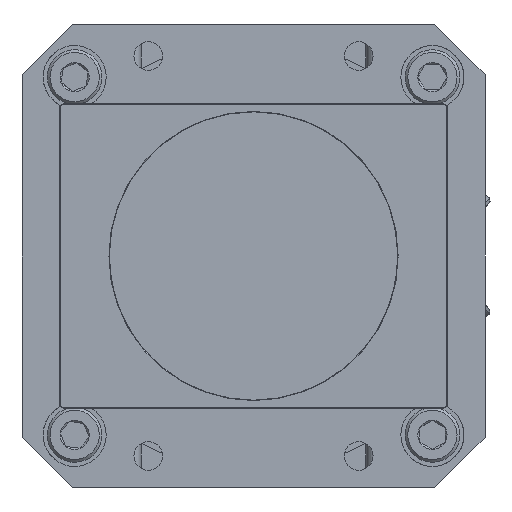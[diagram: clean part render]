
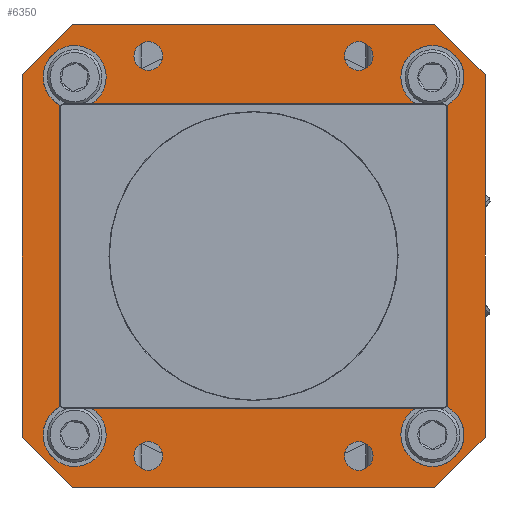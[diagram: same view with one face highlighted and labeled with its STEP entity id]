
A CAD part, front view. The second image highlights one B-rep face of the part: STEP entity #6350.
In plain terms, the highlighted planar face has unit normal (0, -1, 0).
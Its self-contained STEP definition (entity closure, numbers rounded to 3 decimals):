
#183=PLANE($,#7141);
#596=LINE($,#11101,#962);
#599=LINE($,#11105,#965);
#601=LINE($,#11108,#967);
#603=LINE($,#11132,#969);
#604=LINE($,#11136,#970);
#608=LINE($,#11144,#974);
#611=LINE($,#11150,#977);
#616=LINE($,#11159,#982);
#617=LINE($,#11162,#983);
#622=LINE($,#11171,#988);
#623=LINE($,#11174,#989);
#626=LINE($,#11179,#992);
#962=VECTOR($,#8778,71.734);
#965=VECTOR($,#8783,77.517);
#967=VECTOR($,#8787,71.734);
#969=VECTOR($,#8813,77.517);
#970=VECTOR($,#8816,16.971);
#974=VECTOR($,#8822,86.);
#977=VECTOR($,#8827,16.971);
#982=VECTOR($,#8834,86.);
#983=VECTOR($,#8837,16.971);
#988=VECTOR($,#8844,86.);
#989=VECTOR($,#8847,16.971);
#992=VECTOR($,#8852,86.);
#1277=FACE_BOUND($,#2102,.T.);
#1278=FACE_BOUND($,#2103,.T.);
#1279=FACE_BOUND($,#2104,.T.);
#1280=FACE_BOUND($,#2105,.T.);
#1281=FACE_BOUND($,#2106,.T.);
#1585=FACE_OUTER_BOUND($,#2101,.T.);
#2101=EDGE_LOOP($,(#5363,#5364,#5365,#5366,#5367,#5368,#5369,#5370));
#2102=EDGE_LOOP($,(#5371));
#2103=EDGE_LOOP($,(#5372));
#2104=EDGE_LOOP($,(#5373));
#2105=EDGE_LOOP($,(#5374,#5375,#5376,#5377,#5378,#5379,#5380,#5381));
#2106=EDGE_LOOP($,(#5382));
#2506=CIRCLE($,#7073,7.5);
#2508=CIRCLE($,#7076,3.4);
#2510=CIRCLE($,#7079,3.4);
#2512=CIRCLE($,#7082,3.4);
#2514=CIRCLE($,#7085,3.4);
#2517=CIRCLE($,#7089,7.5);
#2520=CIRCLE($,#7093,7.5);
#2523=CIRCLE($,#7097,7.5);
#3090=VERTEX_POINT($,#11039);
#3091=VERTEX_POINT($,#11040);
#3094=VERTEX_POINT($,#11048);
#3096=VERTEX_POINT($,#11053);
#3098=VERTEX_POINT($,#11058);
#3100=VERTEX_POINT($,#11063);
#3103=VERTEX_POINT($,#11070);
#3104=VERTEX_POINT($,#11071);
#3108=VERTEX_POINT($,#11081);
#3109=VERTEX_POINT($,#11082);
#3113=VERTEX_POINT($,#11092);
#3114=VERTEX_POINT($,#11093);
#3127=VERTEX_POINT($,#11134);
#3128=VERTEX_POINT($,#11135);
#3131=VERTEX_POINT($,#11143);
#3133=VERTEX_POINT($,#11149);
#3136=VERTEX_POINT($,#11157);
#3137=VERTEX_POINT($,#11161);
#3140=VERTEX_POINT($,#11169);
#3141=VERTEX_POINT($,#11173);
#3923=EDGE_CURVE($,#3090,#3091,#2506,.T.);
#3927=EDGE_CURVE($,#3094,#3094,#2508,.T.);
#3929=EDGE_CURVE($,#3096,#3096,#2510,.T.);
#3931=EDGE_CURVE($,#3098,#3098,#2512,.T.);
#3933=EDGE_CURVE($,#3100,#3100,#2514,.T.);
#3936=EDGE_CURVE($,#3103,#3104,#2517,.T.);
#3941=EDGE_CURVE($,#3108,#3109,#2520,.T.);
#3946=EDGE_CURVE($,#3113,#3114,#2523,.T.);
#3950=EDGE_CURVE($,#3091,#3113,#596,.T.);
#3953=EDGE_CURVE($,#3114,#3108,#599,.T.);
#3955=EDGE_CURVE($,#3109,#3103,#601,.T.);
#3967=EDGE_CURVE($,#3104,#3090,#603,.T.);
#3968=EDGE_CURVE($,#3127,#3128,#604,.T.);
#3972=EDGE_CURVE($,#3128,#3131,#608,.T.);
#3975=EDGE_CURVE($,#3131,#3133,#611,.T.);
#3980=EDGE_CURVE($,#3133,#3136,#616,.T.);
#3981=EDGE_CURVE($,#3136,#3137,#617,.T.);
#3986=EDGE_CURVE($,#3137,#3140,#622,.T.);
#3987=EDGE_CURVE($,#3140,#3141,#623,.T.);
#3990=EDGE_CURVE($,#3141,#3127,#626,.T.);
#5363=ORIENTED_EDGE($,*,*,#3986,.T.);
#5364=ORIENTED_EDGE($,*,*,#3987,.T.);
#5365=ORIENTED_EDGE($,*,*,#3990,.T.);
#5366=ORIENTED_EDGE($,*,*,#3968,.T.);
#5367=ORIENTED_EDGE($,*,*,#3972,.T.);
#5368=ORIENTED_EDGE($,*,*,#3975,.T.);
#5369=ORIENTED_EDGE($,*,*,#3980,.T.);
#5370=ORIENTED_EDGE($,*,*,#3981,.T.);
#5371=ORIENTED_EDGE($,*,*,#3929,.F.);
#5372=ORIENTED_EDGE($,*,*,#3931,.F.);
#5373=ORIENTED_EDGE($,*,*,#3933,.F.);
#5374=ORIENTED_EDGE($,*,*,#3936,.F.);
#5375=ORIENTED_EDGE($,*,*,#3955,.F.);
#5376=ORIENTED_EDGE($,*,*,#3941,.F.);
#5377=ORIENTED_EDGE($,*,*,#3953,.F.);
#5378=ORIENTED_EDGE($,*,*,#3946,.F.);
#5379=ORIENTED_EDGE($,*,*,#3950,.F.);
#5380=ORIENTED_EDGE($,*,*,#3923,.F.);
#5381=ORIENTED_EDGE($,*,*,#3967,.F.);
#5382=ORIENTED_EDGE($,*,*,#3927,.F.);
#6350=ADVANCED_FACE($,(#1585,#1277,#1278,#1279,#1280,#1281),#183,.T.);
#7073=AXIS2_PLACEMENT_3D($,#11041,#8716,#8717);
#7076=AXIS2_PLACEMENT_3D($,#11049,#8724,#8725);
#7079=AXIS2_PLACEMENT_3D($,#11054,#8730,#8731);
#7082=AXIS2_PLACEMENT_3D($,#11059,#8736,#8737);
#7085=AXIS2_PLACEMENT_3D($,#11064,#8742,#8743);
#7089=AXIS2_PLACEMENT_3D($,#11072,#8750,#8751);
#7093=AXIS2_PLACEMENT_3D($,#11083,#8760,#8761);
#7097=AXIS2_PLACEMENT_3D($,#11094,#8770,#8771);
#7141=AXIS2_PLACEMENT_3D($,#11218,#8892,#8893);
#8716=DIRECTION('center_axis',(0.,-1.,0.));
#8717=DIRECTION('ref_axis',(-1.,0.,0.));
#8724=DIRECTION('center_axis',(0.,-1.,0.));
#8725=DIRECTION('ref_axis',(-1.,0.,0.));
#8730=DIRECTION('center_axis',(0.,-1.,0.));
#8731=DIRECTION('ref_axis',(-1.,0.,0.));
#8736=DIRECTION('center_axis',(0.,-1.,0.));
#8737=DIRECTION('ref_axis',(-1.,0.,0.));
#8742=DIRECTION('center_axis',(0.,-1.,0.));
#8743=DIRECTION('ref_axis',(-1.,0.,0.));
#8750=DIRECTION('center_axis',(0.,-1.,0.));
#8751=DIRECTION('ref_axis',(-1.,0.,0.));
#8760=DIRECTION('center_axis',(0.,-1.,0.));
#8761=DIRECTION('ref_axis',(-1.,0.,0.));
#8770=DIRECTION('center_axis',(0.,-1.,0.));
#8771=DIRECTION('ref_axis',(-1.,0.,0.));
#8778=DIRECTION($,(0.,0.,1.));
#8783=DIRECTION($,(-1.,0.,0.));
#8787=DIRECTION($,(0.,0.,-1.));
#8813=DIRECTION($,(1.,0.,0.));
#8816=DIRECTION($,(-0.707,0.,-0.707));
#8822=DIRECTION($,(0.,0.,-1.));
#8827=DIRECTION($,(0.707,0.,-0.707));
#8834=DIRECTION($,(1.,0.,0.));
#8837=DIRECTION($,(0.707,0.,0.707));
#8844=DIRECTION($,(0.,0.,1.));
#8847=DIRECTION($,(-0.707,0.,0.707));
#8852=DIRECTION($,(-1.,0.,0.));
#8892=DIRECTION('center_axis',(0.,-1.,0.));
#8893=DIRECTION('ref_axis',(0.,0.,-1.));
#11039=CARTESIAN_POINT('',(38.758,101.4,-36.));
#11040=CARTESIAN_POINT('',(46.,101.4,-35.867));
#11041=CARTESIAN_POINT('Origin',(42.5,101.4,-42.5));
#11048=CARTESIAN_POINT('',(28.4,101.4,-47.5));
#11049=CARTESIAN_POINT('Origin',(25.,101.4,-47.5));
#11053=CARTESIAN_POINT('',(-21.6,101.4,-47.5));
#11054=CARTESIAN_POINT('Origin',(-25.,101.4,-47.5));
#11058=CARTESIAN_POINT('',(-21.6,101.4,47.5));
#11059=CARTESIAN_POINT('Origin',(-25.,101.4,47.5));
#11063=CARTESIAN_POINT('',(28.4,101.4,47.5));
#11064=CARTESIAN_POINT('Origin',(25.,101.4,47.5));
#11070=CARTESIAN_POINT('',(-46.,101.4,-35.867));
#11071=CARTESIAN_POINT('',(-38.758,101.4,-36.));
#11072=CARTESIAN_POINT('Origin',(-42.5,101.4,-42.5));
#11081=CARTESIAN_POINT('',(-38.758,101.4,36.));
#11082=CARTESIAN_POINT('',(-46.,101.4,35.867));
#11083=CARTESIAN_POINT('Origin',(-42.5,101.4,42.5));
#11092=CARTESIAN_POINT('',(46.,101.4,35.867));
#11093=CARTESIAN_POINT('',(38.758,101.4,36.));
#11094=CARTESIAN_POINT('Origin',(42.5,101.4,42.5));
#11101=CARTESIAN_POINT($,(46.,101.4,-35.867));
#11105=CARTESIAN_POINT($,(38.758,101.4,36.));
#11108=CARTESIAN_POINT($,(-46.,101.4,35.867));
#11132=CARTESIAN_POINT($,(-38.758,101.4,-36.));
#11134=CARTESIAN_POINT('',(-43.,101.4,55.));
#11135=CARTESIAN_POINT('',(-55.,101.4,43.));
#11136=CARTESIAN_POINT($,(-43.,101.4,55.));
#11143=CARTESIAN_POINT('',(-55.,101.4,-43.));
#11144=CARTESIAN_POINT($,(-55.,101.4,43.));
#11149=CARTESIAN_POINT('',(-43.,101.4,-55.));
#11150=CARTESIAN_POINT($,(-55.,101.4,-43.));
#11157=CARTESIAN_POINT('',(43.,101.4,-55.));
#11159=CARTESIAN_POINT($,(-43.,101.4,-55.));
#11161=CARTESIAN_POINT('',(55.,101.4,-43.));
#11162=CARTESIAN_POINT($,(43.,101.4,-55.));
#11169=CARTESIAN_POINT('',(55.,101.4,43.));
#11171=CARTESIAN_POINT($,(55.,101.4,-43.));
#11173=CARTESIAN_POINT('',(43.,101.4,55.));
#11174=CARTESIAN_POINT($,(55.,101.4,43.));
#11179=CARTESIAN_POINT($,(43.,101.4,55.));
#11218=CARTESIAN_POINT('Origin',(-55.,101.4,55.));
